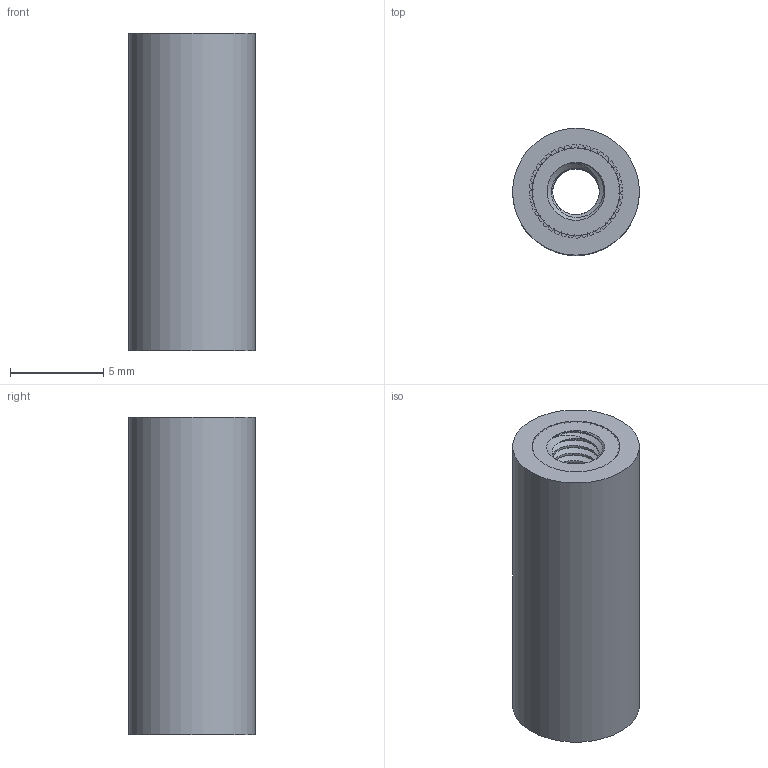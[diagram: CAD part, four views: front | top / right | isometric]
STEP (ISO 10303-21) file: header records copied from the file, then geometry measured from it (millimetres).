
FILE_DESCRIPTION(/* description */ (''),/* implementation_level */ '2;1');
FILE_NAME(/* name */ 'Spacer.step',/* time_stamp */ '2022-05-15T10:19:52-04:00',/* author */ (''),/* organization */ (''),/* preprocessor_version */ 'ST-DEVELOPER v18.1',/* originating_system */ 'Autodesk Translation Framework v10.14.0.1471',/* authorisation */ '');
FILE_SCHEMA (('AUTOMOTIVE_DESIGN { 1 0 10303 214 3 1 1 }'));
Length unit declared in the file: millimetre
Products named in the file (2): Spacer; M3 Threaded Insert (1) (2)
Assembly tree (2 placements, depth 2):
  Spacer
    M3 Threaded Insert (1) (2)  x2
Bounding box: 6.8 x 6.8 x 17 mm (x, y, z)
Volume: 473.8 mm3; surface area: 993 mm2
Topology: 3 solids, 3 shells, 548 faces, 1597 edges, 1063 vertices
Faces by surface type: bspline 324, cylinder 204, plane 14, cone 6
Full cylindrical faces by diameter (mm): 2.5 x14, 3.041 x14, 3.2 x1, 4.4 x4, 4.5 x2, 4.7 x2, 6.8 x1
Entity records: 18960 total; most frequent: CARTESIAN_POINT 12476, ORIENTED_EDGE 1612, DIRECTION 1270, EDGE_CURVE 806, AXIS2_PLACEMENT_3D 622, VERTEX_POINT 536, CIRCLE 502, EDGE_LOOP 286
